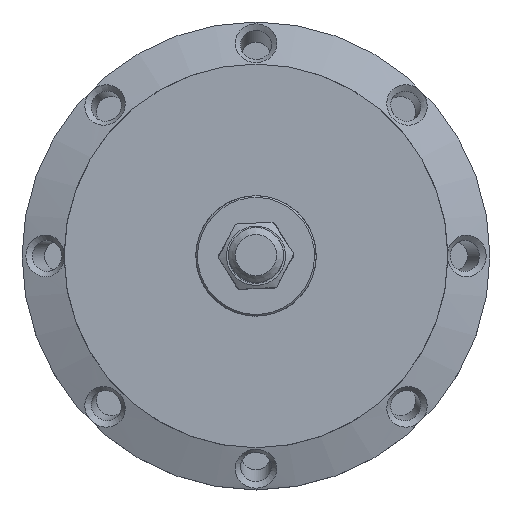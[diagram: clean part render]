
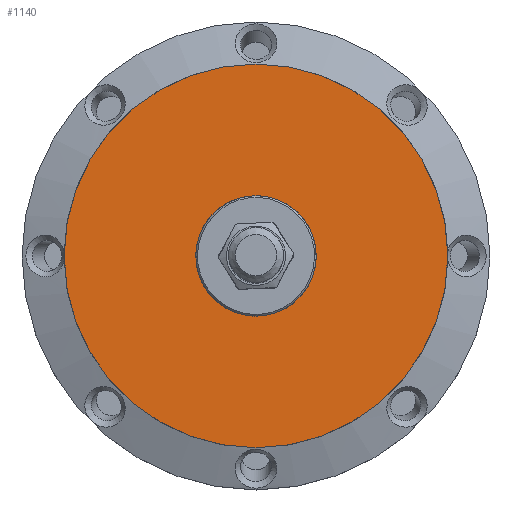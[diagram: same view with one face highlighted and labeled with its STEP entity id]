
A CAD part, top view. The second image highlights one B-rep face of the part: STEP entity #1140.
In plain terms, the highlighted planar face has unit normal (0, 0, 1).
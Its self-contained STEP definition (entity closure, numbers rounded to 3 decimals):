
#142=PLANE('',#1239);
#224=FACE_BOUND('',#457,.T.);
#261=CIRCLE('',#1238,17.5);
#262=CIRCLE('',#1240,55.75);
#346=FACE_OUTER_BOUND('',#456,.T.);
#456=EDGE_LOOP('',(#906));
#457=EDGE_LOOP('',(#907));
#601=VERTEX_POINT('',#2657);
#602=VERTEX_POINT('',#2660);
#721=EDGE_CURVE('',#601,#601,#261,.T.);
#722=EDGE_CURVE('',#602,#602,#262,.T.);
#906=ORIENTED_EDGE('',*,*,#722,.F.);
#907=ORIENTED_EDGE('',*,*,#721,.T.);
#1140=ADVANCED_FACE('',(#346,#224),#142,.T.);
#1238=AXIS2_PLACEMENT_3D('',#2658,#1416,#1417);
#1239=AXIS2_PLACEMENT_3D('',#2659,#1418,#1419);
#1240=AXIS2_PLACEMENT_3D('',#2661,#1420,#1421);
#1416=DIRECTION('center_axis',(0.,0.,-1.));
#1417=DIRECTION('ref_axis',(0.,1.,0.));
#1418=DIRECTION('center_axis',(0.,0.,1.));
#1419=DIRECTION('ref_axis',(1.,0.,0.));
#1420=DIRECTION('center_axis',(0.,0.,-1.));
#1421=DIRECTION('ref_axis',(0.,1.,0.));
#2657=CARTESIAN_POINT('',(0.,17.5,22.));
#2658=CARTESIAN_POINT('Origin',(0.,0.,22.));
#2659=CARTESIAN_POINT('Origin',(0.,36.625,22.));
#2660=CARTESIAN_POINT('',(0.,55.75,22.));
#2661=CARTESIAN_POINT('Origin',(0.,0.,22.));
